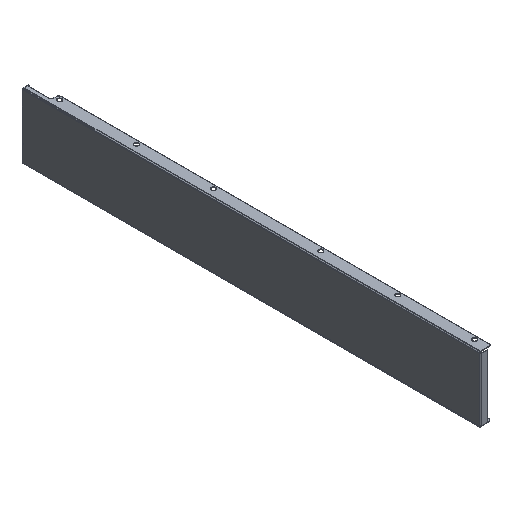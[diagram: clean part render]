
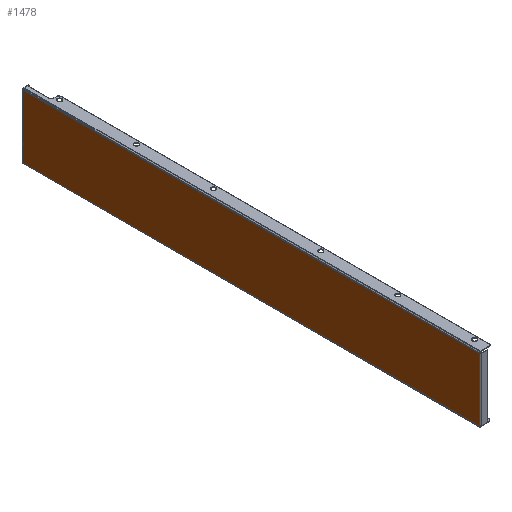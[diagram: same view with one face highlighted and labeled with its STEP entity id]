
A CAD part, isometric view. The second image highlights one B-rep face of the part: STEP entity #1478.
In plain terms, the highlighted planar face has unit normal (-1, 0, 0).
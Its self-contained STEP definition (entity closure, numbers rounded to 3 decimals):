
#8 = EDGE_CURVE ( 'NONE', #1122, #132, #1887, .T. ) ;
#17 = CARTESIAN_POINT ( 'NONE',  ( -1.2, 371.3, -51.3 ) ) ;
#130 = EDGE_LOOP ( 'NONE', ( #1357, #901, #1848, #1462 ) ) ;
#132 = VERTEX_POINT ( 'NONE', #789 ) ;
#193 = FACE_OUTER_BOUND ( 'NONE', #130, .T. ) ;
#266 = CARTESIAN_POINT ( 'NONE',  ( -1.2, 371.3, 51.3 ) ) ;
#302 = CARTESIAN_POINT ( 'NONE',  ( -1.2, -371.3, -51.3 ) ) ;
#371 = VECTOR ( 'NONE', #1511, 1000. ) ;
#425 = CARTESIAN_POINT ( 'NONE',  ( -1.2, -371.3, 51.3 ) ) ;
#588 = DIRECTION ( 'NONE',  ( 0., -1., 0. ) ) ;
#728 = EDGE_CURVE ( 'NONE', #781, #1122, #1119, .T. ) ;
#781 = VERTEX_POINT ( 'NONE', #17 ) ;
#789 = CARTESIAN_POINT ( 'NONE',  ( -1.2, -371.3, 51.3 ) ) ;
#823 = CARTESIAN_POINT ( 'NONE',  ( -1.2, -371.3, -51.3 ) ) ;
#901 = ORIENTED_EDGE ( 'NONE', *, *, #728, .F. ) ;
#960 = AXIS2_PLACEMENT_3D ( 'NONE', #997, #966, #1165 ) ;
#966 = DIRECTION ( 'NONE',  ( 1., 0., 0. ) ) ;
#977 = PLANE ( 'NONE',  #960 ) ;
#997 = CARTESIAN_POINT ( 'NONE',  ( -1.2, 0., 0. ) ) ;
#1119 = LINE ( 'NONE', #2015, #1336 ) ;
#1122 = VERTEX_POINT ( 'NONE', #266 ) ;
#1165 = DIRECTION ( 'NONE',  ( 0., 0., -1. ) ) ;
#1179 = VECTOR ( 'NONE', #588, 1000. ) ;
#1324 = VECTOR ( 'NONE', #2176, 1000. ) ;
#1336 = VECTOR ( 'NONE', #1999, 1000. ) ;
#1357 = ORIENTED_EDGE ( 'NONE', *, *, #8, .F. ) ;
#1462 = ORIENTED_EDGE ( 'NONE', *, *, #2159, .F. ) ;
#1478 = ADVANCED_FACE ( 'NONE', ( #193 ), #977, .F. ) ;
#1506 = LINE ( 'NONE', #823, #371 ) ;
#1511 = DIRECTION ( 'NONE',  ( 0., 1., 0. ) ) ;
#1570 = CARTESIAN_POINT ( 'NONE',  ( -1.2, -371.3, -51.3 ) ) ;
#1683 = LINE ( 'NONE', #302, #1324 ) ;
#1817 = VERTEX_POINT ( 'NONE', #1570 ) ;
#1848 = ORIENTED_EDGE ( 'NONE', *, *, #2194, .F. ) ;
#1887 = LINE ( 'NONE', #425, #1179 ) ;
#1999 = DIRECTION ( 'NONE',  ( 0., 0., 1. ) ) ;
#2015 = CARTESIAN_POINT ( 'NONE',  ( -1.2, 371.3, -51.3 ) ) ;
#2159 = EDGE_CURVE ( 'NONE', #132, #1817, #1683, .T. ) ;
#2176 = DIRECTION ( 'NONE',  ( 0., 0., -1. ) ) ;
#2194 = EDGE_CURVE ( 'NONE', #1817, #781, #1506, .T. ) ;
